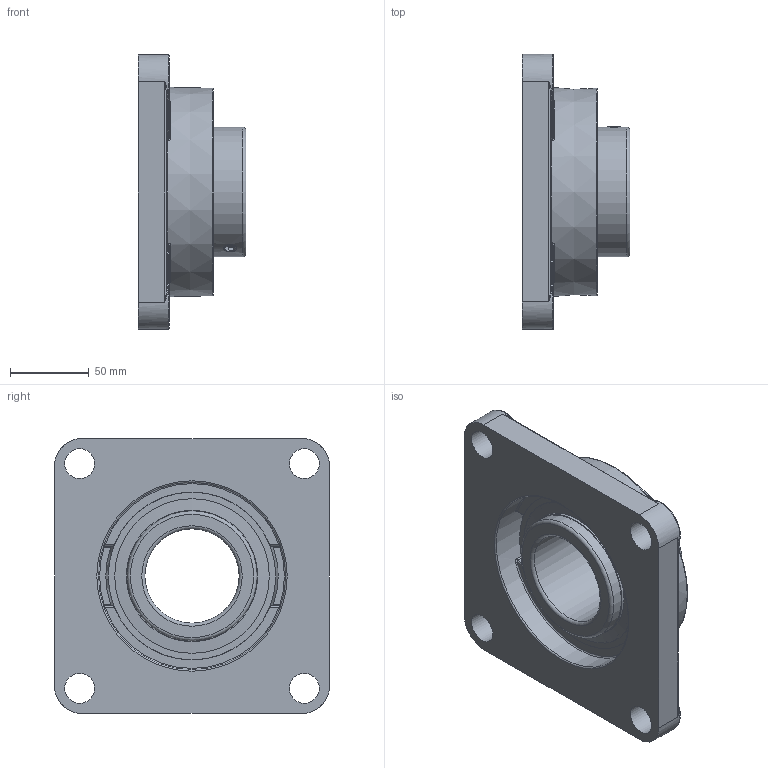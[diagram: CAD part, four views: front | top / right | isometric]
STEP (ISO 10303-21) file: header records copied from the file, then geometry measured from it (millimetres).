
FILE_DESCRIPTION(/* description */ ('Alibre Inc.'),/* implementation_level */ '2;1');
FILE_NAME(/* name */ 'export-C9D40DA3-2512-4B26-A06D-96DB6F7A44B4',/* time_stamp */ '2020-05-28T10:01:39-07:00',/* author */ (''),/* organization */ (''),/* preprocessor_version */ 'ST-DEVELOPER v17',/* originating_system */ 'Alibre',/* authorisation */ '');
FILE_SCHEMA (('CONFIG_CONTROL_DESIGN'));
Length unit declared in the file: inch
Bounding box: 68.7 x 175 x 175 mm (x, y, z)
Volume: 681785.6 mm3; surface area: 163855.6 mm2
Topology: 17 solids, 17 shells, 211 faces, 504 edges, 289 vertices
Faces by surface type: cylinder 58, plane 58, torus 33, bspline 28, sphere 25, cone 9
Full cylindrical faces by diameter (mm): 8.382 x4, 19 x4, 60 x1, 82.55 x4, 83.566 x2, 94.498 x2, 98.425 x2, 116.84 x1, 119.38 x1, 120.1 x1
Entity records: 9581 total; most frequent: CARTESIAN_POINT 4914, DIRECTION 777, ORIENTED_EDGE 740, AXIS2_PLACEMENT_3D 376, EDGE_CURVE 370, FACE_BOUND 266, EDGE_LOOP 256, VERTEX_POINT 246
